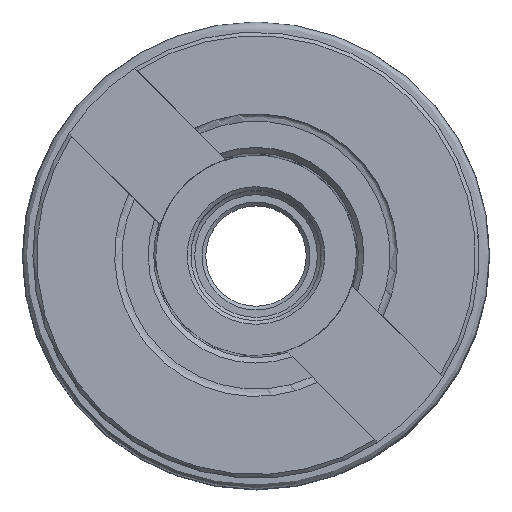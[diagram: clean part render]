
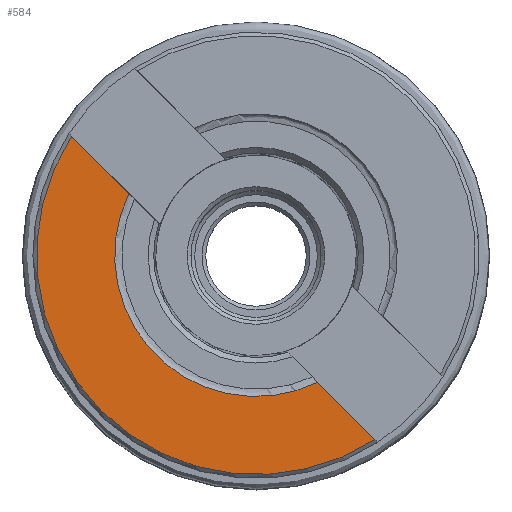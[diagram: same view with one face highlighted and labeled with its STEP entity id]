
A CAD part, top view. The second image highlights one B-rep face of the part: STEP entity #584.
In plain terms, the highlighted planar face has unit normal (0, 0, 1).
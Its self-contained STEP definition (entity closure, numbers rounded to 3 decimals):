
#132=FACE_OUTER_BOUND('',#197,.T.);
#146=LINE('',#2082,#162);
#156=LINE('',#2152,#172);
#162=VECTOR('',#1405,1.);
#172=VECTOR('',#1437,1.);
#181=PLANE('',#1243);
#197=EDGE_LOOP('',(#289,#290,#291,#292));
#289=ORIENTED_EDGE('',*,*,#437,.F.);
#290=ORIENTED_EDGE('',*,*,#438,.T.);
#291=ORIENTED_EDGE('',*,*,#439,.T.);
#292=ORIENTED_EDGE('',*,*,#415,.F.);
#415=EDGE_CURVE('',#734,#735,#146,.T.);
#437=EDGE_CURVE('',#753,#734,#492,.T.);
#438=EDGE_CURVE('',#753,#754,#156,.T.);
#439=EDGE_CURVE('',#754,#735,#493,.T.);
#492=CIRCLE('',#1241,19.);
#493=CIRCLE('',#1242,29.5);
#584=ADVANCED_FACE('',(#132),#181,.T.);
#734=VERTEX_POINT('',#2081);
#735=VERTEX_POINT('',#2083);
#753=VERTEX_POINT('',#2151);
#754=VERTEX_POINT('',#2153);
#1241=AXIS2_PLACEMENT_3D('',#2150,#1435,#1436);
#1242=AXIS2_PLACEMENT_3D('',#2154,#1438,#1439);
#1243=AXIS2_PLACEMENT_3D('',#2155,#1440,#1441);
#1405=DIRECTION('',(0.707,-0.707,0.));
#1435=DIRECTION('',(0.,0.,1.));
#1436=DIRECTION('',(-1.,0.,0.));
#1437=DIRECTION('',(-0.707,0.707,0.));
#1438=DIRECTION('',(0.,0.,1.));
#1439=DIRECTION('',(-1.,0.,0.));
#1440=DIRECTION('',(0.,0.,1.));
#1441=DIRECTION('',(-1.,0.,0.));
#2081=CARTESIAN_POINT('',(8.289,-17.096,0.));
#2082=CARTESIAN_POINT('',(-4.404,-4.404,0.));
#2083=CARTESIAN_POINT('',(15.986,-24.793,0.));
#2150=CARTESIAN_POINT('',(0.,0.,0.));
#2151=CARTESIAN_POINT('',(-17.096,8.289,0.));
#2152=CARTESIAN_POINT('',(-36.754,27.947,0.));
#2153=CARTESIAN_POINT('',(-24.793,15.986,0.));
#2154=CARTESIAN_POINT('',(0.,0.,0.));
#2155=CARTESIAN_POINT('',(0.,0.,0.));
